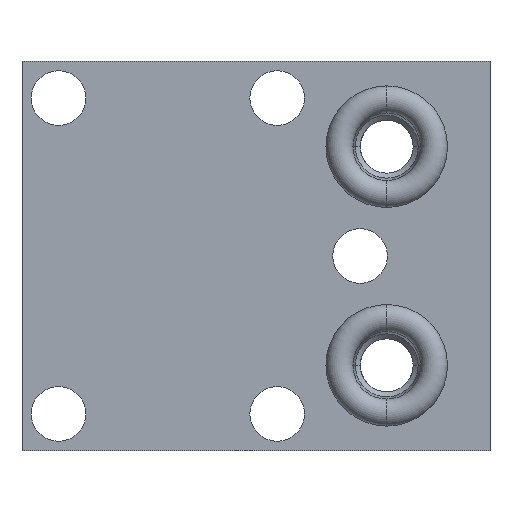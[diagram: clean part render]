
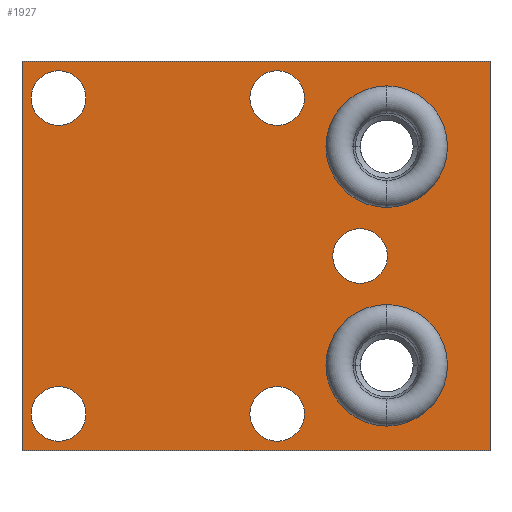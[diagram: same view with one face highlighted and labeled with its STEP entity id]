
A CAD part, left-side view. The second image highlights one B-rep face of the part: STEP entity #1927.
In plain terms, the highlighted planar face has unit normal (-1, 0, 0).
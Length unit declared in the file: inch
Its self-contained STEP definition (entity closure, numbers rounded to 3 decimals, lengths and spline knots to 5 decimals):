
#420=DIRECTION('',(0.,-1.,0.));
#421=VECTOR('',#420,2.406);
#422=CARTESIAN_POINT('',(-1.25,0.75,1.));
#423=LINE('',#422,#421);
#424=DIRECTION('',(0.,0.,-1.));
#425=VECTOR('',#424,2.);
#426=CARTESIAN_POINT('',(-1.25,-1.656,1.));
#427=LINE('',#426,#425);
#428=DIRECTION('',(0.,1.,0.));
#429=VECTOR('',#428,2.406);
#430=CARTESIAN_POINT('',(-1.25,-1.656,-1.));
#431=LINE('',#430,#429);
#432=DIRECTION('',(0.,0.,1.));
#433=VECTOR('',#432,2.);
#434=CARTESIAN_POINT('',(-1.25,0.75,-1.));
#435=LINE('',#434,#433);
#436=CARTESIAN_POINT('',(-1.25,0.562,0.812));
#437=DIRECTION('',(-1.,0.,0.));
#438=DIRECTION('',(0.,-1.,0.));
#439=AXIS2_PLACEMENT_3D('',#436,#437,#438);
#441=CARTESIAN_POINT('',(-1.25,0.562,0.812));
#442=DIRECTION('',(-1.,0.,0.));
#443=DIRECTION('',(0.,1.,0.));
#444=AXIS2_PLACEMENT_3D('',#441,#442,#443);
#446=CARTESIAN_POINT('',(-1.25,0.562,-0.812));
#447=DIRECTION('',(-1.,0.,0.));
#448=DIRECTION('',(0.,-1.,0.));
#449=AXIS2_PLACEMENT_3D('',#446,#447,#448);
#451=CARTESIAN_POINT('',(-1.25,0.562,-0.812));
#452=DIRECTION('',(-1.,0.,0.));
#453=DIRECTION('',(0.,1.,0.));
#454=AXIS2_PLACEMENT_3D('',#451,#452,#453);
#456=CARTESIAN_POINT('',(-1.25,-0.562,0.812));
#457=DIRECTION('',(-1.,0.,0.));
#458=DIRECTION('',(0.,-1.,0.));
#459=AXIS2_PLACEMENT_3D('',#456,#457,#458);
#461=CARTESIAN_POINT('',(-1.25,-0.562,0.812));
#462=DIRECTION('',(-1.,0.,0.));
#463=DIRECTION('',(0.,1.,0.));
#464=AXIS2_PLACEMENT_3D('',#461,#462,#463);
#466=CARTESIAN_POINT('',(-1.25,-0.562,-0.812));
#467=DIRECTION('',(-1.,0.,0.));
#468=DIRECTION('',(0.,-1.,0.));
#469=AXIS2_PLACEMENT_3D('',#466,#467,#468);
#471=CARTESIAN_POINT('',(-1.25,-0.562,-0.812));
#472=DIRECTION('',(-1.,0.,0.));
#473=DIRECTION('',(0.,1.,0.));
#474=AXIS2_PLACEMENT_3D('',#471,#472,#473);
#476=CARTESIAN_POINT('',(-1.25,-0.988,0.));
#477=DIRECTION('',(-1.,0.,0.));
#478=DIRECTION('',(0.,-1.,0.));
#479=AXIS2_PLACEMENT_3D('',#476,#477,#478);
#481=CARTESIAN_POINT('',(-1.25,-0.988,0.));
#482=DIRECTION('',(-1.,0.,0.));
#483=DIRECTION('',(0.,1.,0.));
#484=AXIS2_PLACEMENT_3D('',#481,#482,#483);
#486=CARTESIAN_POINT('',(-1.25,-1.125,0.562));
#487=DIRECTION('',(1.,0.,0.));
#488=DIRECTION('',(0.,1.,0.));
#489=AXIS2_PLACEMENT_3D('',#486,#487,#488);
#491=CARTESIAN_POINT('',(-1.25,-1.125,0.562));
#492=DIRECTION('',(1.,0.,0.));
#493=DIRECTION('',(0.,-1.,0.));
#494=AXIS2_PLACEMENT_3D('',#491,#492,#493);
#496=CARTESIAN_POINT('',(-1.25,-1.125,-0.562));
#497=DIRECTION('',(1.,0.,0.));
#498=DIRECTION('',(0.,1.,0.));
#499=AXIS2_PLACEMENT_3D('',#496,#497,#498);
#501=CARTESIAN_POINT('',(-1.25,-1.125,-0.562));
#502=DIRECTION('',(1.,0.,0.));
#503=DIRECTION('',(0.,-1.,0.));
#504=AXIS2_PLACEMENT_3D('',#501,#502,#503);
#1186=CARTESIAN_POINT('',(-1.25,0.75,1.));
#1187=CARTESIAN_POINT('',(-1.25,-1.656,1.));
#1188=VERTEX_POINT('',#1186);
#1189=VERTEX_POINT('',#1187);
#1190=CARTESIAN_POINT('',(-1.25,-1.656,-1.));
#1191=VERTEX_POINT('',#1190);
#1192=CARTESIAN_POINT('',(-1.25,0.75,-1.));
#1193=VERTEX_POINT('',#1192);
#1214=CARTESIAN_POINT('',(-1.25,0.4215,0.812));
#1215=CARTESIAN_POINT('',(-1.25,0.7025,0.812));
#1216=VERTEX_POINT('',#1214);
#1217=VERTEX_POINT('',#1215);
#1226=CARTESIAN_POINT('',(-1.25,-0.8125,0.562));
#1227=CARTESIAN_POINT('',(-1.25,-1.4375,0.562));
#1228=VERTEX_POINT('',#1226);
#1229=VERTEX_POINT('',#1227);
#1246=CARTESIAN_POINT('',(-1.25,-0.8125,-0.562));
#1247=CARTESIAN_POINT('',(-1.25,-1.4375,-0.562));
#1248=VERTEX_POINT('',#1246);
#1249=VERTEX_POINT('',#1247);
#1372=CARTESIAN_POINT('',(-1.25,0.4215,-0.812));
#1373=CARTESIAN_POINT('',(-1.25,0.7025,-0.812));
#1374=VERTEX_POINT('',#1372);
#1375=VERTEX_POINT('',#1373);
#1380=CARTESIAN_POINT('',(-1.25,-0.7025,0.812));
#1381=CARTESIAN_POINT('',(-1.25,-0.4215,0.812));
#1382=VERTEX_POINT('',#1380);
#1383=VERTEX_POINT('',#1381);
#1388=CARTESIAN_POINT('',(-1.25,-0.7025,-0.812));
#1389=CARTESIAN_POINT('',(-1.25,-0.4215,-0.812));
#1390=VERTEX_POINT('',#1388);
#1391=VERTEX_POINT('',#1389);
#1396=CARTESIAN_POINT('',(-1.25,-1.1285,0.));
#1397=CARTESIAN_POINT('',(-1.25,-0.8475,0.));
#1398=VERTEX_POINT('',#1396);
#1399=VERTEX_POINT('',#1397);
#1872=CARTESIAN_POINT('',(-1.25,0.,0.));
#1873=DIRECTION('',(1.,0.,0.));
#1874=DIRECTION('',(0.,0.,-1.));
#1875=AXIS2_PLACEMENT_3D('',#1872,#1873,#1874);
#1876=PLANE('',#1875);
#1877=ORIENTED_EDGE('',*,*,#1865,.T.);
#1878=ORIENTED_EDGE('',*,*,#1453,.T.);
#1880=ORIENTED_EDGE('',*,*,#1879,.T.);
#1882=ORIENTED_EDGE('',*,*,#1881,.T.);
#1883=EDGE_LOOP('',(#1877,#1878,#1880,#1882));
#1884=FACE_OUTER_BOUND('',#1883,.F.);
#1886=ORIENTED_EDGE('',*,*,#1885,.T.);
#1888=ORIENTED_EDGE('',*,*,#1887,.T.);
#1889=EDGE_LOOP('',(#1886,#1888));
#1890=FACE_BOUND('',#1889,.F.);
#1892=ORIENTED_EDGE('',*,*,#1891,.T.);
#1894=ORIENTED_EDGE('',*,*,#1893,.T.);
#1895=EDGE_LOOP('',(#1892,#1894));
#1896=FACE_BOUND('',#1895,.F.);
#1898=ORIENTED_EDGE('',*,*,#1897,.T.);
#1900=ORIENTED_EDGE('',*,*,#1899,.T.);
#1901=EDGE_LOOP('',(#1898,#1900));
#1902=FACE_BOUND('',#1901,.F.);
#1904=ORIENTED_EDGE('',*,*,#1903,.T.);
#1906=ORIENTED_EDGE('',*,*,#1905,.T.);
#1907=EDGE_LOOP('',(#1904,#1906));
#1908=FACE_BOUND('',#1907,.F.);
#1910=ORIENTED_EDGE('',*,*,#1909,.T.);
#1912=ORIENTED_EDGE('',*,*,#1911,.T.);
#1913=EDGE_LOOP('',(#1910,#1912));
#1914=FACE_BOUND('',#1913,.F.);
#1916=ORIENTED_EDGE('',*,*,#1915,.F.);
#1918=ORIENTED_EDGE('',*,*,#1917,.F.);
#1919=EDGE_LOOP('',(#1916,#1918));
#1920=FACE_BOUND('',#1919,.F.);
#1922=ORIENTED_EDGE('',*,*,#1921,.F.);
#1924=ORIENTED_EDGE('',*,*,#1923,.F.);
#1925=EDGE_LOOP('',(#1922,#1924));
#1926=FACE_BOUND('',#1925,.F.);
#1927=ADVANCED_FACE('',(#1884,#1890,#1896,#1902,#1908,#1914,#1920,#1926),#1876,
.F.);
#440=CIRCLE('',#439,0.1405);
#445=CIRCLE('',#444,0.1405);
#450=CIRCLE('',#449,0.1405);
#455=CIRCLE('',#454,0.1405);
#460=CIRCLE('',#459,0.1405);
#465=CIRCLE('',#464,0.1405);
#470=CIRCLE('',#469,0.1405);
#475=CIRCLE('',#474,0.1405);
#480=CIRCLE('',#479,0.1405);
#485=CIRCLE('',#484,0.1405);
#490=CIRCLE('',#489,0.3125);
#495=CIRCLE('',#494,0.3125);
#500=CIRCLE('',#499,0.3125);
#505=CIRCLE('',#504,0.3125);
#1453=EDGE_CURVE('',#1189,#1191,#427,.T.);
#1865=EDGE_CURVE('',#1188,#1189,#423,.T.);
#1879=EDGE_CURVE('',#1191,#1193,#431,.T.);
#1881=EDGE_CURVE('',#1193,#1188,#435,.T.);
#1885=EDGE_CURVE('',#1216,#1217,#440,.T.);
#1887=EDGE_CURVE('',#1217,#1216,#445,.T.);
#1891=EDGE_CURVE('',#1374,#1375,#450,.T.);
#1893=EDGE_CURVE('',#1375,#1374,#455,.T.);
#1897=EDGE_CURVE('',#1382,#1383,#460,.T.);
#1899=EDGE_CURVE('',#1383,#1382,#465,.T.);
#1903=EDGE_CURVE('',#1390,#1391,#470,.T.);
#1905=EDGE_CURVE('',#1391,#1390,#475,.T.);
#1909=EDGE_CURVE('',#1398,#1399,#480,.T.);
#1911=EDGE_CURVE('',#1399,#1398,#485,.T.);
#1915=EDGE_CURVE('',#1228,#1229,#490,.T.);
#1917=EDGE_CURVE('',#1229,#1228,#495,.T.);
#1921=EDGE_CURVE('',#1248,#1249,#500,.T.);
#1923=EDGE_CURVE('',#1249,#1248,#505,.T.);
